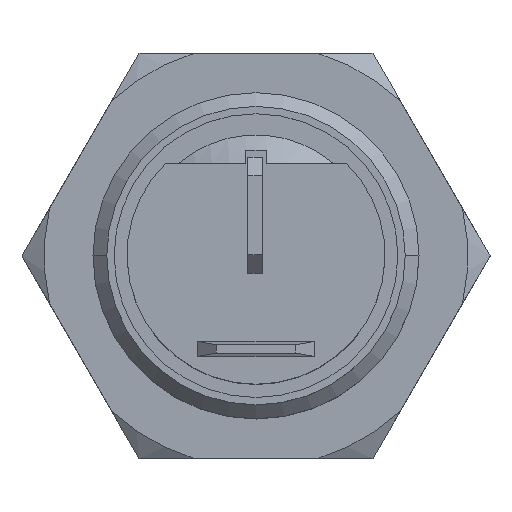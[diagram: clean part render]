
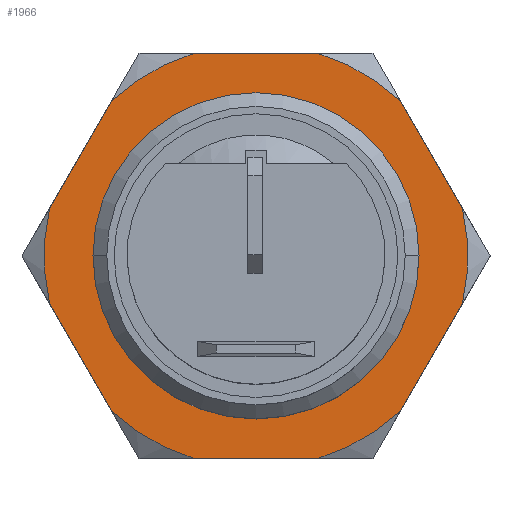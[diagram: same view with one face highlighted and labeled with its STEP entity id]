
A CAD part, top view. The second image highlights one B-rep face of the part: STEP entity #1966.
In plain terms, the highlighted planar face has unit normal (0, 0, 1).
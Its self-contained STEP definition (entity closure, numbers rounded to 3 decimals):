
#129=CARTESIAN_POINT('',(11.203,2.595,-21.));
#137=DIRECTION('',(0.5,0.866,0.));
#138=VECTOR('',#137,6.708);
#139=CARTESIAN_POINT('',(7.849,-8.405,-21.));
#140=LINE('',#139,#138);
#141=CARTESIAN_POINT('',(0.,0.,-21.));
#142=DIRECTION('',(0.,0.,-1.));
#143=DIRECTION('',(0.683,-0.731,0.));
#144=AXIS2_PLACEMENT_3D('',#141,#142,#143);
#146=DIRECTION('',(1.,0.,0.));
#147=VECTOR('',#146,6.708);
#148=CARTESIAN_POINT('',(-3.354,-11.,-21.));
#149=LINE('',#148,#147);
#150=CARTESIAN_POINT('',(0.,0.,-21.));
#151=DIRECTION('',(0.,0.,-1.));
#152=DIRECTION('',(-0.292,-0.957,0.));
#153=AXIS2_PLACEMENT_3D('',#150,#151,#152);
#155=DIRECTION('',(0.5,-0.866,0.));
#156=VECTOR('',#155,6.708);
#157=CARTESIAN_POINT('',(-11.203,-2.595,-21.));
#158=LINE('',#157,#156);
#159=DIRECTION('',(-0.5,-0.866,0.));
#160=VECTOR('',#159,6.708);
#161=CARTESIAN_POINT('',(-7.849,8.405,-21.));
#162=LINE('',#161,#160);
#163=CARTESIAN_POINT('',(0.,0.,-21.));
#164=DIRECTION('',(0.,0.,-1.));
#165=DIRECTION('',(-0.683,0.731,0.));
#166=AXIS2_PLACEMENT_3D('',#163,#164,#165);
#168=DIRECTION('',(-1.,0.,0.));
#169=VECTOR('',#168,6.708);
#170=CARTESIAN_POINT('',(3.354,11.,-21.));
#171=LINE('',#170,#169);
#172=CARTESIAN_POINT('',(0.,0.,-21.));
#173=DIRECTION('',(0.,0.,-1.));
#174=DIRECTION('',(0.292,0.957,0.));
#175=AXIS2_PLACEMENT_3D('',#172,#173,#174);
#177=DIRECTION('',(-0.5,0.866,0.));
#178=VECTOR('',#177,6.708);
#179=CARTESIAN_POINT('',(11.203,2.595,-21.));
#180=LINE('',#179,#178);
#181=CARTESIAN_POINT('',(0.,0.,-21.));
#182=DIRECTION('',(0.,0.,1.));
#183=DIRECTION('',(0.974,-0.226,0.));
#184=AXIS2_PLACEMENT_3D('',#181,#182,#183);
#192=CARTESIAN_POINT('',(11.203,-2.595,-21.));
#238=CARTESIAN_POINT('',(-11.203,-2.595,-21.));
#252=CARTESIAN_POINT('',(-11.203,2.595,-21.));
#266=CARTESIAN_POINT('',(0.,0.,-21.));
#267=DIRECTION('',(0.,0.,1.));
#268=DIRECTION('',(-0.974,0.226,0.));
#269=AXIS2_PLACEMENT_3D('',#266,#267,#268);
#291=CARTESIAN_POINT('',(0.,0.,-21.));
#292=DIRECTION('',(0.,0.,-1.));
#293=DIRECTION('',(1.,0.,0.));
#294=AXIS2_PLACEMENT_3D('',#291,#292,#293);
#301=CARTESIAN_POINT('',(0.,0.,-21.));
#302=DIRECTION('',(0.,0.,-1.));
#303=DIRECTION('',(-1.,0.,0.));
#304=AXIS2_PLACEMENT_3D('',#301,#302,#303);
#1631=CARTESIAN_POINT('',(7.849,-8.405,-21.));
#1632=CARTESIAN_POINT('',(3.354,-11.,-21.));
#1633=VERTEX_POINT('',#1631);
#1634=VERTEX_POINT('',#1632);
#1635=CARTESIAN_POINT('',(-3.354,-11.,-21.));
#1636=CARTESIAN_POINT('',(-7.849,-8.405,-21.));
#1637=VERTEX_POINT('',#1635);
#1638=VERTEX_POINT('',#1636);
#1639=CARTESIAN_POINT('',(-7.849,8.405,-21.));
#1640=CARTESIAN_POINT('',(-3.354,11.,-21.));
#1641=VERTEX_POINT('',#1639);
#1642=VERTEX_POINT('',#1640);
#1643=CARTESIAN_POINT('',(3.354,11.,-21.));
#1644=CARTESIAN_POINT('',(7.849,8.405,-21.));
#1645=VERTEX_POINT('',#1643);
#1646=VERTEX_POINT('',#1644);
#1648=VERTEX_POINT('',#129);
#1652=VERTEX_POINT('',#252);
#1654=VERTEX_POINT('',#238);
#1656=VERTEX_POINT('',#192);
#1665=CARTESIAN_POINT('',(8.85,0.,-21.));
#1666=CARTESIAN_POINT('',(-8.85,0.,-21.));
#1667=VERTEX_POINT('',#1665);
#1668=VERTEX_POINT('',#1666);
#1931=CARTESIAN_POINT('',(0.,0.,-21.));
#1932=DIRECTION('',(0.,0.,1.));
#1933=DIRECTION('',(0.,-1.,0.));
#1934=AXIS2_PLACEMENT_3D('',#1931,#1932,#1933);
#1935=PLANE('',#1934);
#1937=ORIENTED_EDGE('',*,*,#1936,.F.);
#1939=ORIENTED_EDGE('',*,*,#1938,.F.);
#1941=ORIENTED_EDGE('',*,*,#1940,.T.);
#1943=ORIENTED_EDGE('',*,*,#1942,.F.);
#1945=ORIENTED_EDGE('',*,*,#1944,.T.);
#1947=ORIENTED_EDGE('',*,*,#1946,.F.);
#1949=ORIENTED_EDGE('',*,*,#1948,.F.);
#1951=ORIENTED_EDGE('',*,*,#1950,.F.);
#1953=ORIENTED_EDGE('',*,*,#1952,.T.);
#1955=ORIENTED_EDGE('',*,*,#1954,.F.);
#1956=ORIENTED_EDGE('',*,*,#1923,.T.);
#1957=ORIENTED_EDGE('',*,*,#1913,.F.);
#1958=EDGE_LOOP('',(#1937,#1939,#1941,#1943,#1945,#1947,#1949,#1951,#1953,#1955,
#1956,#1957));
#1959=FACE_OUTER_BOUND('',#1958,.F.);
#1961=ORIENTED_EDGE('',*,*,#1960,.F.);
#1963=ORIENTED_EDGE('',*,*,#1962,.F.);
#1964=EDGE_LOOP('',(#1961,#1963));
#1965=FACE_BOUND('',#1964,.F.);
#1966=ADVANCED_FACE('',(#1959,#1965),#1935,.T.);
#145=CIRCLE('',#144,11.5);
#154=CIRCLE('',#153,11.5);
#167=CIRCLE('',#166,11.5);
#176=CIRCLE('',#175,11.5);
#185=CIRCLE('',#184,11.5);
#270=CIRCLE('',#269,11.5);
#295=CIRCLE('',#294,8.85);
#305=CIRCLE('',#304,8.85);
#1913=EDGE_CURVE('',#1648,#1646,#180,.T.);
#1923=EDGE_CURVE('',#1645,#1646,#176,.T.);
#1936=EDGE_CURVE('',#1656,#1648,#185,.T.);
#1938=EDGE_CURVE('',#1633,#1656,#140,.T.);
#1940=EDGE_CURVE('',#1633,#1634,#145,.T.);
#1942=EDGE_CURVE('',#1637,#1634,#149,.T.);
#1944=EDGE_CURVE('',#1637,#1638,#154,.T.);
#1946=EDGE_CURVE('',#1654,#1638,#158,.T.);
#1948=EDGE_CURVE('',#1652,#1654,#270,.T.);
#1950=EDGE_CURVE('',#1641,#1652,#162,.T.);
#1952=EDGE_CURVE('',#1641,#1642,#167,.T.);
#1954=EDGE_CURVE('',#1645,#1642,#171,.T.);
#1960=EDGE_CURVE('',#1667,#1668,#295,.T.);
#1962=EDGE_CURVE('',#1668,#1667,#305,.T.);
